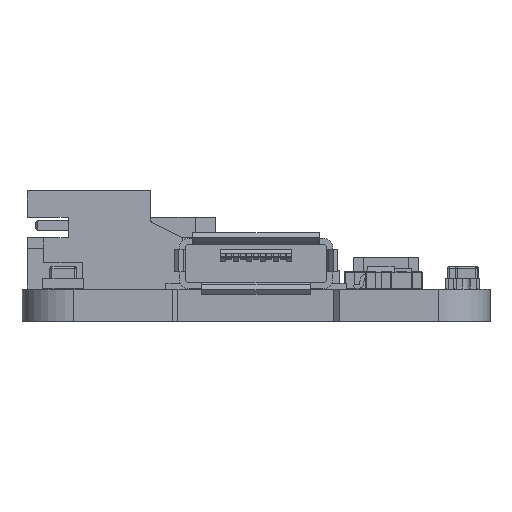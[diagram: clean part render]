
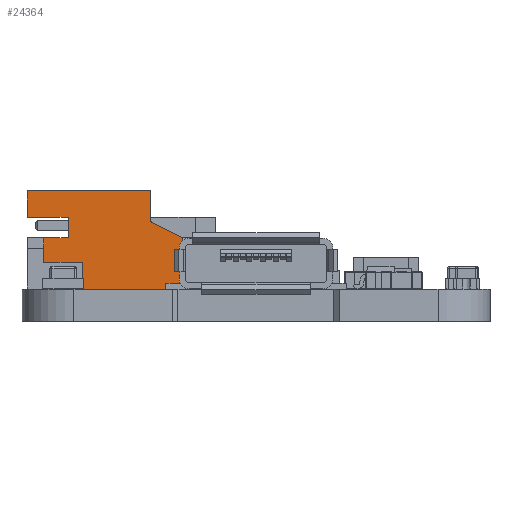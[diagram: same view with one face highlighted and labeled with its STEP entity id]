
A CAD part, left-side view. The second image highlights one B-rep face of the part: STEP entity #24364.
In plain terms, the highlighted planar face has unit normal (-1, 0, 0).
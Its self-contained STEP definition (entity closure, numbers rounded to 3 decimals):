
#924=PLANE('',#26124);
#2097=FACE_OUTER_BOUND('',#3523,.T.);
#3523=EDGE_LOOP('',(#18981,#18982,#18983,#18984,#18985,#18986,#18987,#18988,
#18989,#18990,#18991,#18992));
#5285=LINE('',#36391,#8176);
#5306=LINE('',#36434,#8197);
#5387=LINE('',#36591,#8278);
#5389=LINE('',#36595,#8280);
#5391=LINE('',#36599,#8282);
#5392=LINE('',#36602,#8283);
#5395=LINE('',#36607,#8286);
#5396=LINE('',#36609,#8287);
#5398=LINE('',#36614,#8289);
#5400=LINE('',#36617,#8291);
#5429=LINE('',#36673,#8320);
#5431=LINE('',#36676,#8322);
#8176=VECTOR('',#29820,1.5);
#8197=VECTOR('',#29847,1.2);
#8278=VECTOR('',#29988,1.2);
#8280=VECTOR('',#29992,1.9);
#8282=VECTOR('',#29996,1.3);
#8283=VECTOR('',#29999,4.9);
#8286=VECTOR('',#30004,2.5);
#8287=VECTOR('',#30007,1.789);
#8289=VECTOR('',#30011,2.);
#8291=VECTOR('',#30015,1.);
#8320=VECTOR('',#30066,1.3);
#8322=VECTOR('',#30070,6.);
#11303=VERTEX_POINT('',#36388);
#11304=VERTEX_POINT('',#36390);
#11322=VERTEX_POINT('',#36432);
#11323=VERTEX_POINT('',#36433);
#11369=VERTEX_POINT('',#36589);
#11370=VERTEX_POINT('',#36593);
#11371=VERTEX_POINT('',#36597);
#11372=VERTEX_POINT('',#36601);
#11373=VERTEX_POINT('',#36605);
#11374=VERTEX_POINT('',#36611);
#11375=VERTEX_POINT('',#36613);
#11391=VERTEX_POINT('',#36672);
#13969=EDGE_CURVE('',#11303,#11304,#5285,.F.);
#13990=EDGE_CURVE('',#11322,#11323,#5306,.F.);
#14071=EDGE_CURVE('',#11323,#11369,#5387,.F.);
#14073=EDGE_CURVE('',#11369,#11370,#5389,.T.);
#14075=EDGE_CURVE('',#11370,#11371,#5391,.F.);
#14076=EDGE_CURVE('',#11371,#11372,#5392,.T.);
#14079=EDGE_CURVE('',#11372,#11373,#5395,.T.);
#14080=EDGE_CURVE('',#11373,#11304,#5396,.T.);
#14082=EDGE_CURVE('',#11375,#11374,#5398,.T.);
#14084=EDGE_CURVE('',#11374,#11322,#5400,.F.);
#14113=EDGE_CURVE('',#11391,#11375,#5429,.F.);
#14115=EDGE_CURVE('',#11391,#11303,#5431,.F.);
#18981=ORIENTED_EDGE('',*,*,#14082,.T.);
#18982=ORIENTED_EDGE('',*,*,#14084,.T.);
#18983=ORIENTED_EDGE('',*,*,#13990,.T.);
#18984=ORIENTED_EDGE('',*,*,#14071,.T.);
#18985=ORIENTED_EDGE('',*,*,#14073,.T.);
#18986=ORIENTED_EDGE('',*,*,#14075,.T.);
#18987=ORIENTED_EDGE('',*,*,#14076,.T.);
#18988=ORIENTED_EDGE('',*,*,#14079,.T.);
#18989=ORIENTED_EDGE('',*,*,#14080,.T.);
#18990=ORIENTED_EDGE('',*,*,#13969,.F.);
#18991=ORIENTED_EDGE('',*,*,#14115,.F.);
#18992=ORIENTED_EDGE('',*,*,#14113,.T.);
#24364=ADVANCED_FACE('',(#2097),#924,.T.);
#26124=AXIS2_PLACEMENT_3D('',#36675,#30068,#30069);
#29820=DIRECTION('',(0.,0.,1.));
#29847=DIRECTION('',(0.,-1.,0.));
#29988=DIRECTION('',(0.,0.,1.));
#29992=DIRECTION('',(0.,-1.,0.));
#29996=DIRECTION('',(0.,0.,1.));
#29999=DIRECTION('',(0.,-1.,0.));
#30004=DIRECTION('',(0.,0.,1.));
#30007=DIRECTION('',(0.,0.894,0.447));
#30011=DIRECTION('',(0.,-1.,0.));
#30015=DIRECTION('',(0.,0.,1.));
#30066=DIRECTION('',(0.,0.,1.));
#30068=DIRECTION('center_axis',(-1.,0.,0.));
#30069=DIRECTION('ref_axis',(0.,-1.,0.));
#30070=DIRECTION('',(0.,1.,0.));
#36388=CARTESIAN_POINT('',(-3.95,-2.7,4.8));
#36390=CARTESIAN_POINT('',(-3.95,-2.7,3.3));
#36391=CARTESIAN_POINT('',(-3.95,-2.7,3.3));
#36432=CARTESIAN_POINT('',(-3.95,1.3,2.5));
#36433=CARTESIAN_POINT('',(-3.95,2.5,2.5));
#36434=CARTESIAN_POINT('',(-3.95,2.5,2.5));
#36589=CARTESIAN_POINT('',(-3.95,2.5,1.3));
#36591=CARTESIAN_POINT('',(-3.95,2.5,1.3));
#36593=CARTESIAN_POINT('',(-3.95,0.6,1.3));
#36595=CARTESIAN_POINT('',(-3.95,2.5,1.3));
#36597=CARTESIAN_POINT('',(-3.95,0.6,0.));
#36599=CARTESIAN_POINT('',(-3.95,0.6,0.));
#36601=CARTESIAN_POINT('',(-3.95,-4.3,0.));
#36602=CARTESIAN_POINT('',(-3.95,0.6,0.));
#36605=CARTESIAN_POINT('',(-3.95,-4.3,2.5));
#36607=CARTESIAN_POINT('',(-3.95,-4.3,0.));
#36609=CARTESIAN_POINT('',(-3.95,-4.3,2.5));
#36611=CARTESIAN_POINT('',(-3.95,1.3,3.5));
#36613=CARTESIAN_POINT('',(-3.95,3.3,3.5));
#36614=CARTESIAN_POINT('',(-3.95,3.3,3.5));
#36617=CARTESIAN_POINT('',(-3.95,1.3,2.5));
#36672=CARTESIAN_POINT('',(-3.95,3.3,4.8));
#36673=CARTESIAN_POINT('',(-3.95,3.3,3.5));
#36675=CARTESIAN_POINT('Origin',(-3.95,0.3,2.4));
#36676=CARTESIAN_POINT('',(-3.95,-2.7,4.8));
